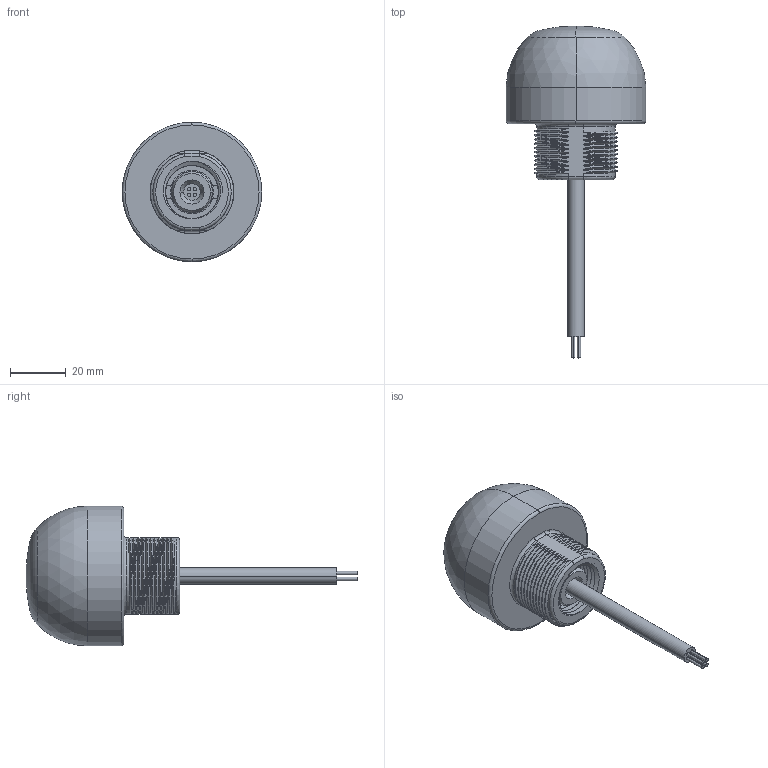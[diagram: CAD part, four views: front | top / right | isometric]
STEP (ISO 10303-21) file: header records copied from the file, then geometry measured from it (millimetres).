
FILE_DESCRIPTION((''),'2;1');
FILE_NAME('159876_SW','2012-02-13T',('banengservice'),('BANNER ENGINEERING'),'PRO/ENGINEER BY PARAMETRIC TECHNOLOGY CORPORATION, 2009141','PRO/ENGINEER BY PARAMETRIC TECHNOLOGY CORPORATION, 2009141','');
FILE_SCHEMA(('CONFIG_CONTROL_DESIGN'));
Length unit declared in the file: inch
Products named in the file (1): 159876_SW
Bounding box: 50 x 118.82 x 50 mm (x, y, z)
Volume: 29755.3 mm3; surface area: 23785.4 mm2
Topology: 1 solids, 2 shells, 385 faces, 995 edges, 618 vertices
Faces by surface type: cylinder 138, bspline 107, plane 70, torus 30, sphere 22, cone 18
Entity records: 20724 total; most frequent: CARTESIAN_POINT 11929, ORIENTED_EDGE 1986, DIRECTION 1643, EDGE_CURVE 993, AXIS2_PLACEMENT_3D 675, VERTEX_POINT 618, EDGE_LOOP 407, CIRCLE 397
